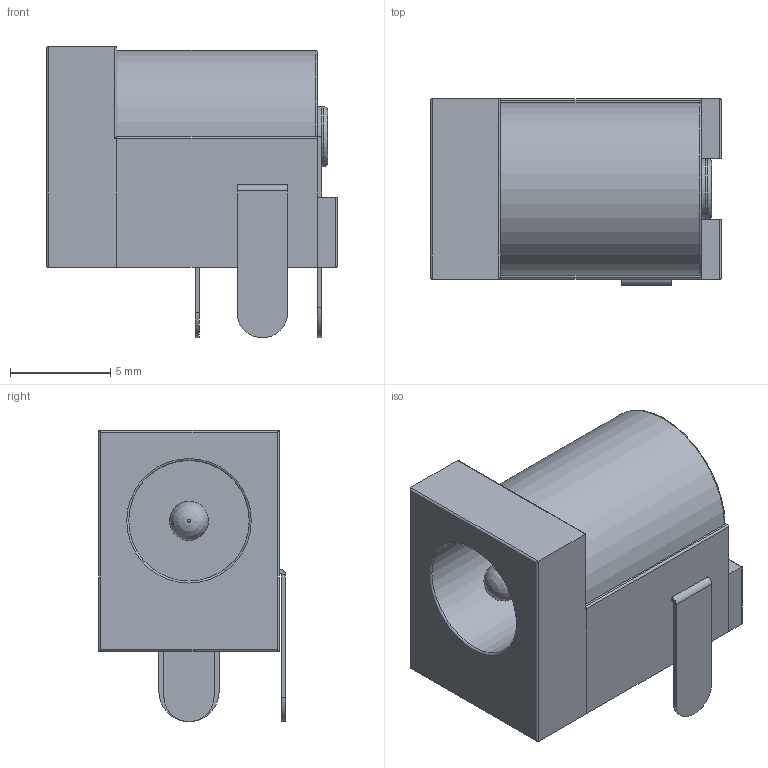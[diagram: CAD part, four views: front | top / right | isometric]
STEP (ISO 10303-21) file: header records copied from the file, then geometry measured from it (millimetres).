
FILE_DESCRIPTION(('FreeCAD Model'),'2;1');
FILE_NAME('LUMBERG-NEB-21-R.step','2018-06-22T13:40:09',('kicad StepUp'),('ksu MCAD'), 'Open CASCADE STEP processor 7.2','FreeCAD','Unknown');
FILE_SCHEMA(('AUTOMOTIVE_DESIGN { 1 0 10303 214 1 1 1 1 }'));
Length unit declared in the file: millimetre
Products named in the file (1): LUMBERG-NEB-21-R
Bounding box: 14.5 x 9.3 x 14.5 mm (x, y, z)
Volume: 998.7 mm3; surface area: 1037.9 mm2
Topology: 1 solids, 1 shells, 82 faces, 183 edges, 109 vertices
Faces by surface type: plane 44, cylinder 33, torus 4, revolution 1
Full cylindrical faces by diameter (mm): 1.6 x1, 1.95 x2, 2 x1, 3 x1, 6 x1
Entity records: 2843 total; most frequent: DIRECTION 403, CARTESIAN_POINT 399, ORIENTED_EDGE 366, EDGE_CURVE 183, AXIS2_PLACEMENT_3D 139, LINE 124, VECTOR 124, VERTEX_POINT 109
